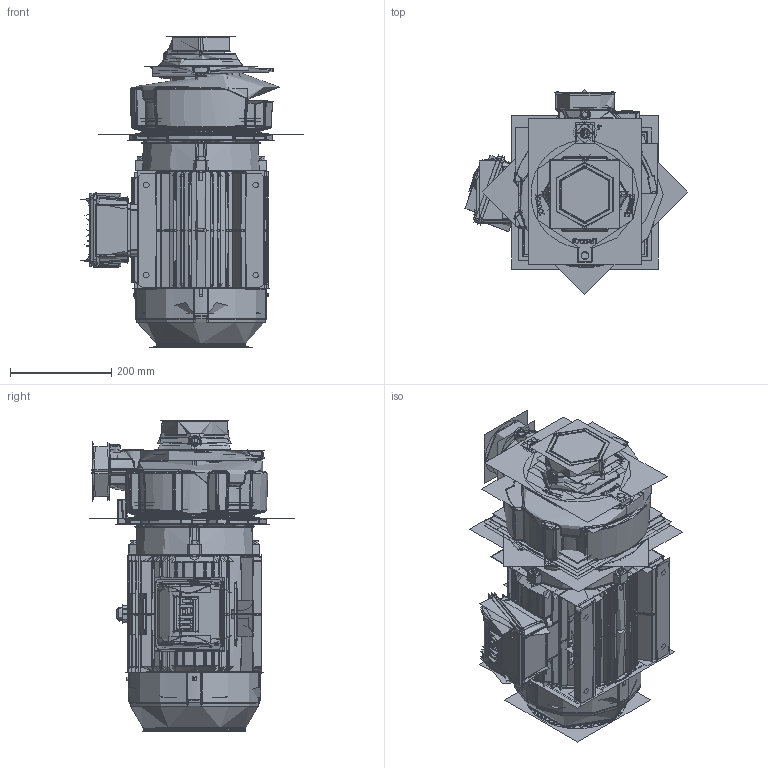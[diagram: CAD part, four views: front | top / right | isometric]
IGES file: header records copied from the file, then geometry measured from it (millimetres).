
Start section:  PTC IGES file: 100_065_160_r_12_5_t_2p_60_4v_asm.igs
Global section: file name: 100_065_160_r_12_5_t_2p_60_4v_asm.igs; native system: Creo Parametric by PTC Inc.; preprocessor: 2019224; author: pilzb01; organization: Unknown; date: 20200918.164801; units: millimetre
Bounding box: 438.22 x 402.93 x 612.88 mm (x, y, z)
Volume: 42893787 mm3; surface area: 18609011.3 mm2
Topology: 22 solids, 38 shells, 11340 faces, 65425 edges, 88220 vertices
Faces by surface type: bspline 9144, revolution 2196
